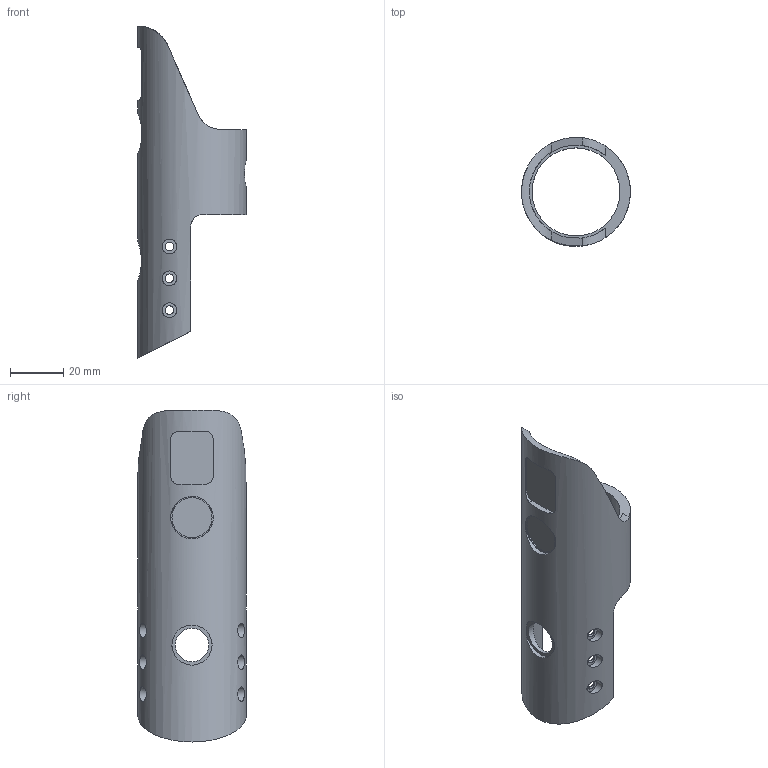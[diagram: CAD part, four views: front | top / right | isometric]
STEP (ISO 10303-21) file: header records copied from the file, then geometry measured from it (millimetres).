
FILE_DESCRIPTION(/* description */ (''),/* implementation_level */ '2;1');
FILE_NAME(/* name */ 'EmitterShield-01.step',/* time_stamp */ '2022-11-11T11:23:20+08:00',/* author */ (''),/* organization */ (''),/* preprocessor_version */ 'ST-DEVELOPER v19.2',/* originating_system */ 'Autodesk Translation Framework v11.17.0.187',/* authorisation */ '');
FILE_SCHEMA (('AUTOMOTIVE_DESIGN { 1 0 10303 214 3 1 1 }'));
Length unit declared in the file: millimetre
Products named in the file (1): Emitter shield
Bounding box: 41 x 41 x 125 mm (x, y, z)
Volume: 27179 mm3; surface area: 18816.4 mm2
Topology: 1 solids, 1 shells, 57 faces, 152 edges, 106 vertices
Faces by surface type: cylinder 33, plane 24
Full cylindrical faces by diameter (mm): 2.127 x2, 3.3 x6, 5.527 x6, 11 x1, 12.65 x1, 15.1 x2, 16 x1, 33.127 x1, 41 x1
Entity records: 2527 total; most frequent: CARTESIAN_POINT 1063, ORIENTED_EDGE 304, DIRECTION 264, EDGE_CURVE 152, VERTEX_POINT 106, AXIS2_PLACEMENT_3D 104, EDGE_LOOP 84, FACE_OUTER_BOUND 57
